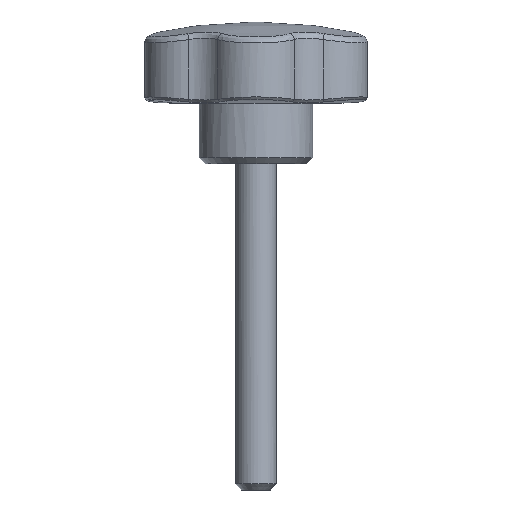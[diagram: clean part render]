
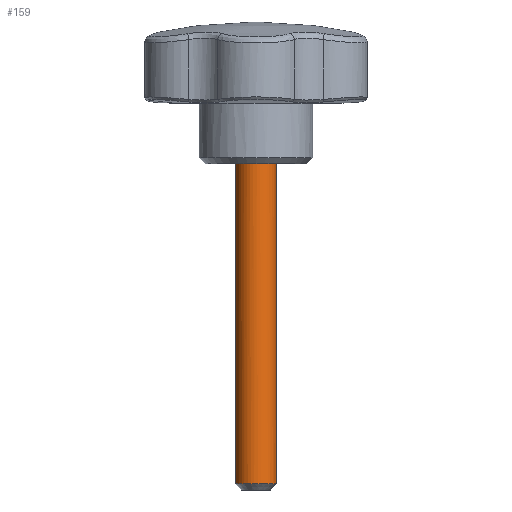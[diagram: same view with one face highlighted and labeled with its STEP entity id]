
A CAD part, front view. The second image highlights one B-rep face of the part: STEP entity #159.
In plain terms, the highlighted cylindrical face has radius 5 mm (diameter 10 mm), a full revolution.
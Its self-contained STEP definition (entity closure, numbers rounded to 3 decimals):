
#159 = ADVANCED_FACE( '', ( #385, #386 ), #387, .T. );
#385 = FACE_OUTER_BOUND( '', #1274, .T. );
#386 = FACE_OUTER_BOUND( '', #1275, .T. );
#387 = CYLINDRICAL_SURFACE( '', #1276, 5. );
#1274 = EDGE_LOOP( '', ( #3837 ) );
#1275 = EDGE_LOOP( '', ( #3838 ) );
#1276 = AXIS2_PLACEMENT_3D( '', #3839, #3840, #3841 );
#3837 = ORIENTED_EDGE( '', *, *, #4462, .T. );
#3838 = ORIENTED_EDGE( '', *, *, #4393, .F. );
#3839 = CARTESIAN_POINT( '', ( 0., 0., -80.5 ) );
#3840 = DIRECTION( '', ( 0., 0., -1. ) );
#3841 = DIRECTION( '', ( -0.711, 0.703, 0. ) );
#4393 = EDGE_CURVE( '', #4689, #4689, #4690, .T. );
#4462 = EDGE_CURVE( '', #4807, #4807, #4808, .T. );
#4689 = VERTEX_POINT( '', #5178 );
#4690 = CIRCLE( '', #5179, 5. );
#4807 = VERTEX_POINT( '', #5908 );
#4808 = CIRCLE( '', #5909, 5. );
#5178 = CARTESIAN_POINT( '', ( 5., 0., 0. ) );
#5179 = AXIS2_PLACEMENT_3D( '', #7880, #7881, #7882 );
#5908 = CARTESIAN_POINT( '', ( -3.557, 3.514, -79. ) );
#5909 = AXIS2_PLACEMENT_3D( '', #7947, #7948, #7949 );
#7880 = CARTESIAN_POINT( '', ( 0., 0., 0. ) );
#7881 = DIRECTION( '', ( 0., 0., 1. ) );
#7882 = DIRECTION( '', ( 1., 0., 0. ) );
#7947 = CARTESIAN_POINT( '', ( 0., 0., -79. ) );
#7948 = DIRECTION( '', ( 0., 0., 1. ) );
#7949 = DIRECTION( '', ( -0.711, 0.703, 0. ) );
